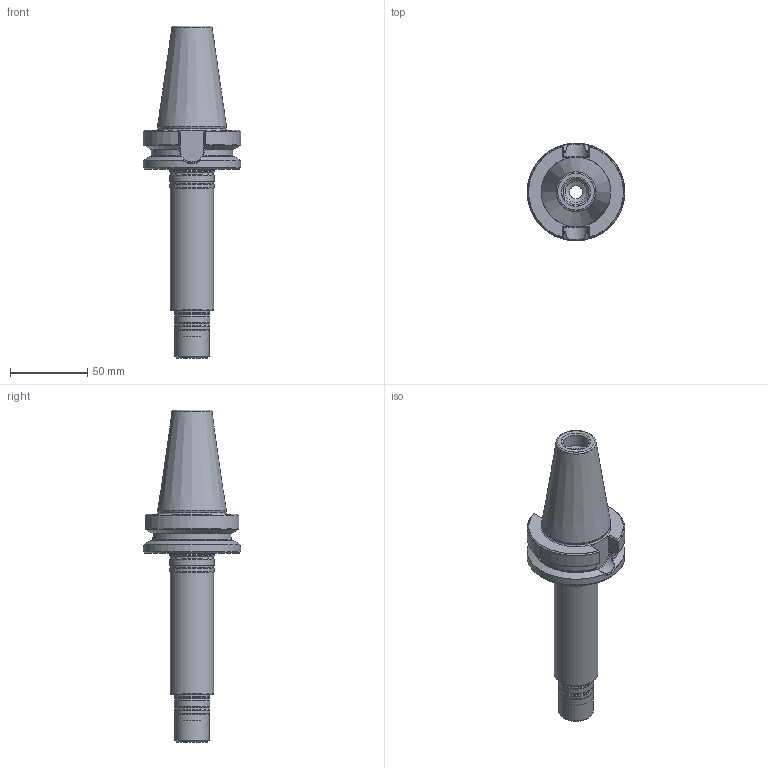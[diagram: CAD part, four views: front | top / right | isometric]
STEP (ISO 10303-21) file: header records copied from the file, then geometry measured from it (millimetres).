
FILE_DESCRIPTION(/* description */ (''),/* implementation_level */ '2;1');
FILE_NAME(/* name */ '414011680.stp',/* time_stamp */ '2021-01-08T12:37:33',/* author */ ('LRA'),/* organization */ ('REGO-FIX'),/* preprocessor_version */ ' Unknown',/* originating_system */ 'SIEMENS PLM Software Solid Edge ST10',/* authorization */ 'Unknown');
FILE_SCHEMA (('AUTOMOTIVE_DESIGN { 1 0 10303 214 2 1 1}'));
Length unit declared in the file: millimetre
Products named in the file (1): NOCUT
Bounding box: 63.3 x 63.3 x 215.3 mm (x, y, z)
Volume: 352848 mm3; surface area: 74651.8 mm2
Topology: 2 solids, 2 shells, 217 faces, 523 edges, 315 vertices
Faces by surface type: plane 73, cone 59, cylinder 49, torus 32, bspline 4
Full cylindrical faces by diameter (mm): 8.376 x2, 10.5 x2, 13.834 x1, 13.835 x3, 16.7 x1, 17 x1, 22 x2, 22.3 x1, 22.5 x3, 22.8 x3, 28 x1, 28.3 x1, 28.5 x3, 28.8 x3, 63 x1, 63.3 x1
Entity records: 7426 total; most frequent: CARTESIAN_POINT 1361, DIRECTION 952, ORIENTED_EDGE 822, AXIS2_PLACEMENT_3D 412, EDGE_CURVE 411, EDGE_LOOP 322, FACE_BOUND 322, VERTEX_POINT 299
